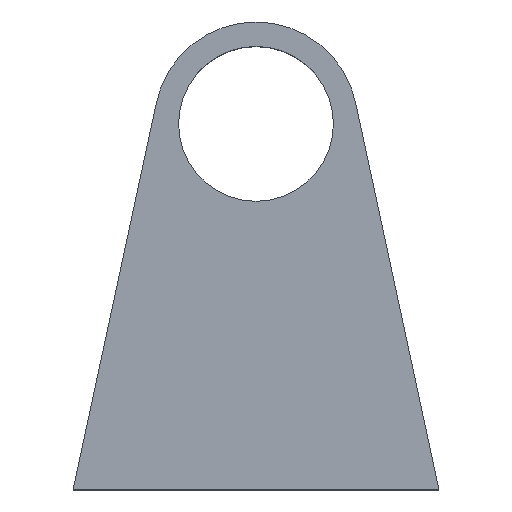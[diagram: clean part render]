
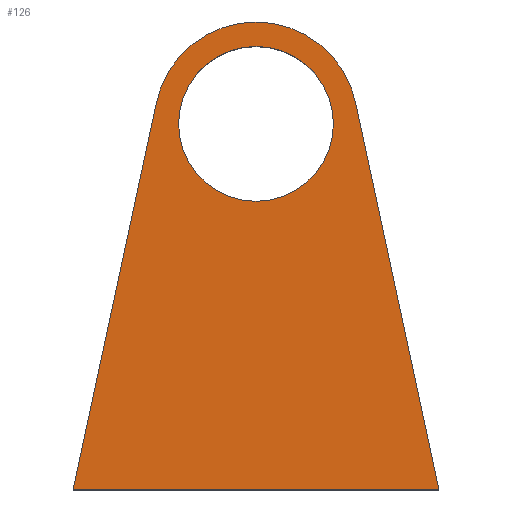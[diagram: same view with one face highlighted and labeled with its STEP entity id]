
A CAD part, top view. The second image highlights one B-rep face of the part: STEP entity #126.
In plain terms, the highlighted planar face has unit normal (0, 0, 1).
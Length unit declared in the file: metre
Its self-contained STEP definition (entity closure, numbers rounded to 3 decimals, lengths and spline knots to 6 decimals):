
#15=FACE_BOUND('',#35,.T.);
#20=PLANE('',#157);
#27=FACE_OUTER_BOUND('',#34,.T.);
#34=EDGE_LOOP('',(#109,#110,#111,#112));
#35=EDGE_LOOP('',(#113));
#41=LINE('',#208,#52);
#44=LINE('',#214,#55);
#47=LINE('',#220,#58);
#52=VECTOR('',#172,0.01);
#55=VECTOR('',#177,0.01);
#58=VECTOR('',#182,0.01);
#60=CIRCLE('',#149,0.003175);
#63=CIRCLE('',#156,0.004175);
#64=VERTEX_POINT('',#196);
#68=VERTEX_POINT('',#205);
#69=VERTEX_POINT('',#207);
#71=VERTEX_POINT('',#213);
#73=VERTEX_POINT('',#219);
#74=EDGE_CURVE('',#64,#64,#60,.T.);
#79=EDGE_CURVE('',#69,#68,#41,.T.);
#82=EDGE_CURVE('',#71,#69,#44,.T.);
#85=EDGE_CURVE('',#73,#71,#47,.T.);
#88=EDGE_CURVE('',#68,#73,#63,.T.);
#109=ORIENTED_EDGE('',*,*,#88,.T.);
#110=ORIENTED_EDGE('',*,*,#85,.T.);
#111=ORIENTED_EDGE('',*,*,#82,.T.);
#112=ORIENTED_EDGE('',*,*,#79,.T.);
#113=ORIENTED_EDGE('',*,*,#74,.T.);
#126=ADVANCED_FACE('',(#27,#15),#20,.T.);
#149=AXIS2_PLACEMENT_3D('',#197,#163,#164);
#156=AXIS2_PLACEMENT_3D('',#224,#188,#189);
#157=AXIS2_PLACEMENT_3D('',#225,#190,#191);
#163=DIRECTION('center_axis',(0.,0.,-1.));
#164=DIRECTION('ref_axis',(-1.,0.,0.));
#172=DIRECTION('',(-0.21,0.978,0.));
#177=DIRECTION('',(1.,0.,0.));
#182=DIRECTION('',(-0.21,-0.978,0.));
#188=DIRECTION('center_axis',(0.,0.,1.));
#189=DIRECTION('ref_axis',(0.978,0.21,0.));
#190=DIRECTION('center_axis',(0.,0.,1.));
#191=DIRECTION('ref_axis',(1.,0.,0.));
#196=CARTESIAN_POINT('',(0.003175,0.,0.007));
#197=CARTESIAN_POINT('Origin',(0.,0.,0.007));
#205=CARTESIAN_POINT('',(0.004081,0.000879,0.007));
#207=CARTESIAN_POINT('',(0.0075,-0.015,0.007));
#208=CARTESIAN_POINT('',(0.0075,-0.015,0.007));
#213=CARTESIAN_POINT('',(-0.0075,-0.015,0.007));
#214=CARTESIAN_POINT('',(-0.0075,-0.015,0.007));
#219=CARTESIAN_POINT('',(-0.004081,0.000879,0.007));
#220=CARTESIAN_POINT('',(-0.004081,0.000879,0.007));
#224=CARTESIAN_POINT('Origin',(0.,0.,0.007));
#225=CARTESIAN_POINT('Origin',(0.,-0.005413,0.007));
